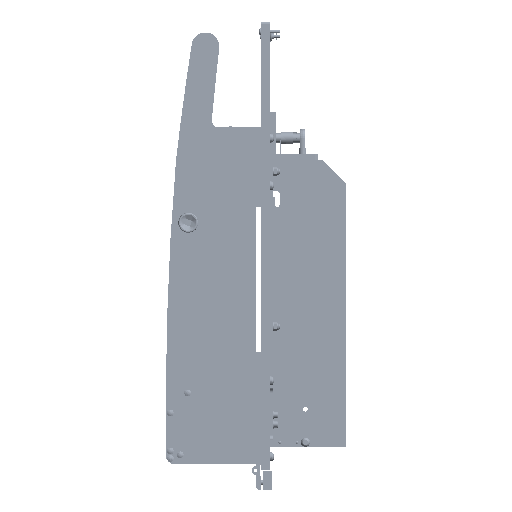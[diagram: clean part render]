
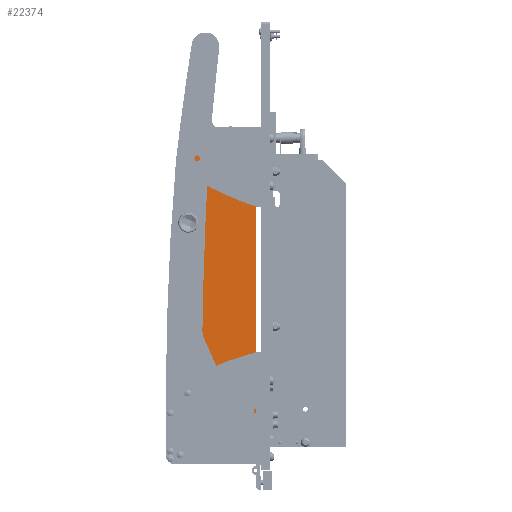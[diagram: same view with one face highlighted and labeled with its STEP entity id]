
A CAD part, left-side view. The second image highlights one B-rep face of the part: STEP entity #22374.
In plain terms, the highlighted face is planar.
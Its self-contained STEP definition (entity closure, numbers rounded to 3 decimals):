
#1025 = CARTESIAN_POINT ( 'NONE',  ( -130.5, 2., -5. ) ) ;
#1589 = CIRCLE ( 'NONE', #53218, 3. ) ;
#2261 = DIRECTION ( 'NONE',  ( -1., 0., 0. ) ) ;
#2510 = ORIENTED_EDGE ( 'NONE', *, *, #14519, .F. ) ;
#2999 = DIRECTION ( 'NONE',  ( -1., 0., 0. ) ) ;
#3256 = EDGE_CURVE ( 'NONE', #21647, #53883, #59382, .T. ) ;
#3867 = VECTOR ( 'NONE', #71613, 1000. ) ;
#4904 = CIRCLE ( 'NONE', #13250, 4. ) ;
#5385 = CARTESIAN_POINT ( 'NONE',  ( 167.5, 40., -5. ) ) ;
#6263 = ORIENTED_EDGE ( 'NONE', *, *, #19885, .T. ) ;
#6717 = DIRECTION ( 'NONE',  ( 0., 0., -1. ) ) ;
#7815 = VERTEX_POINT ( 'NONE', #70670 ) ;
#9100 = VECTOR ( 'NONE', #56572, 1000. ) ;
#9206 = VERTEX_POINT ( 'NONE', #15039 ) ;
#10308 = CARTESIAN_POINT ( 'NONE',  ( 141.5, 0., -5. ) ) ;
#11391 = PLANE ( 'NONE',  #67201 ) ;
#11548 = ORIENTED_EDGE ( 'NONE', *, *, #65340, .F. ) ;
#12743 = ORIENTED_EDGE ( 'NONE', *, *, #32237, .T. ) ;
#12778 = LINE ( 'NONE', #39164, #55723 ) ;
#13012 = VERTEX_POINT ( 'NONE', #5385 ) ;
#13250 = AXIS2_PLACEMENT_3D ( 'NONE', #68871, #61453, #61871 ) ;
#13445 = CARTESIAN_POINT ( 'NONE',  ( -167.5, 36., -5. ) ) ;
#13805 = VERTEX_POINT ( 'NONE', #47951 ) ;
#14519 = EDGE_CURVE ( 'NONE', #44117, #53883, #84099, .T. ) ;
#14686 = AXIS2_PLACEMENT_3D ( 'NONE', #47895, #6717, #40084 ) ;
#15039 = CARTESIAN_POINT ( 'NONE',  ( -167.5, 40., -5. ) ) ;
#15366 = VECTOR ( 'NONE', #29204, 1000. ) ;
#17577 = FACE_BOUND ( 'NONE', #84815, .T. ) ;
#17993 = FACE_OUTER_BOUND ( 'NONE', #45832, .T. ) ;
#18176 = CARTESIAN_POINT ( 'NONE',  ( 144.5, 0., -5. ) ) ;
#18425 = FACE_BOUND ( 'NONE', #48177, .T. ) ;
#19327 = EDGE_CURVE ( 'NONE', #23353, #83167, #51518, .T. ) ;
#19885 = EDGE_CURVE ( 'NONE', #13012, #7815, #75431, .T. ) ;
#21647 = VERTEX_POINT ( 'NONE', #84841 ) ;
#21951 = VERTEX_POINT ( 'NONE', #10308 ) ;
#22374 = ADVANCED_FACE ( 'NONE', ( #17577, #18425, #17993 ), #11391, .T. ) ;
#22742 = CIRCLE ( 'NONE', #65984, 4. ) ;
#23353 = VERTEX_POINT ( 'NONE', #39721 ) ;
#23712 = ORIENTED_EDGE ( 'NONE', *, *, #53406, .F. ) ;
#25841 = CARTESIAN_POINT ( 'NONE',  ( 171.5, -40., -5. ) ) ;
#27344 = DIRECTION ( 'NONE',  ( 1., 0., 0. ) ) ;
#27453 = CARTESIAN_POINT ( 'NONE',  ( -171.5, 40., -5. ) ) ;
#27753 = DIRECTION ( 'NONE',  ( 1., 0., 0. ) ) ;
#29204 = DIRECTION ( 'NONE',  ( -1., 0., 0. ) ) ;
#30368 = CARTESIAN_POINT ( 'NONE',  ( -171.5, -40., -5. ) ) ;
#30769 = DIRECTION ( 'NONE',  ( -1., 0., 0. ) ) ;
#31533 = AXIS2_PLACEMENT_3D ( 'NONE', #46927, #53910, #81896 ) ;
#31829 = DIRECTION ( 'NONE',  ( 0., 0., -1. ) ) ;
#32237 = EDGE_CURVE ( 'NONE', #13805, #44701, #4904, .T. ) ;
#34671 = CARTESIAN_POINT ( 'NONE',  ( 167.5, -40., -5. ) ) ;
#35270 = EDGE_CURVE ( 'NONE', #21647, #83167, #12778, .T. ) ;
#35585 = CARTESIAN_POINT ( 'NONE',  ( 167.5, -36., -5. ) ) ;
#35773 = ORIENTED_EDGE ( 'NONE', *, *, #3256, .T. ) ;
#37539 = DIRECTION ( 'NONE',  ( -1., 0., 0. ) ) ;
#37567 = CARTESIAN_POINT ( 'NONE',  ( -126.5, 2., -5. ) ) ;
#39164 = CARTESIAN_POINT ( 'NONE',  ( -171.5, -40., -5. ) ) ;
#39721 = CARTESIAN_POINT ( 'NONE',  ( 171.5, -36., -5. ) ) ;
#40084 = DIRECTION ( 'NONE',  ( -1., 0., 0. ) ) ;
#43458 = DIRECTION ( 'NONE',  ( 0., 0., -1. ) ) ;
#43680 = ORIENTED_EDGE ( 'NONE', *, *, #35270, .F. ) ;
#44117 = VERTEX_POINT ( 'NONE', #72799 ) ;
#44546 = EDGE_CURVE ( 'NONE', #44117, #9206, #57251, .T. ) ;
#44701 = VERTEX_POINT ( 'NONE', #37567 ) ;
#45561 = EDGE_CURVE ( 'NONE', #44701, #13805, #22742, .T. ) ;
#45832 = EDGE_LOOP ( 'NONE', ( #11548, #67598, #43680, #35773, #2510, #62741, #23712, #6263 ) ) ;
#46927 = CARTESIAN_POINT ( 'NONE',  ( -167.5, -36., -5. ) ) ;
#47853 = EDGE_CURVE ( 'NONE', #65342, #21951, #55273, .T. ) ;
#47895 = CARTESIAN_POINT ( 'NONE',  ( 144.5, 0., -5. ) ) ;
#47951 = CARTESIAN_POINT ( 'NONE',  ( -134.5, 2., -5. ) ) ;
#48177 = EDGE_LOOP ( 'NONE', ( #82041, #12743 ) ) ;
#51518 = CIRCLE ( 'NONE', #78093, 4. ) ;
#52446 = CARTESIAN_POINT ( 'NONE',  ( -171.5, -36., -5. ) ) ;
#53050 = AXIS2_PLACEMENT_3D ( 'NONE', #13445, #70947, #30769 ) ;
#53218 = AXIS2_PLACEMENT_3D ( 'NONE', #18176, #31829, #37539 ) ;
#53406 = EDGE_CURVE ( 'NONE', #13012, #9206, #81618, .T. ) ;
#53883 = VERTEX_POINT ( 'NONE', #52446 ) ;
#53910 = DIRECTION ( 'NONE',  ( 0., 0., -1. ) ) ;
#54153 = ORIENTED_EDGE ( 'NONE', *, *, #47853, .F. ) ;
#55273 = CIRCLE ( 'NONE', #14686, 3. ) ;
#55723 = VECTOR ( 'NONE', #27753, 1000. ) ;
#56572 = DIRECTION ( 'NONE',  ( 0., -1., 0. ) ) ;
#57251 = CIRCLE ( 'NONE', #53050, 4. ) ;
#57561 = EDGE_CURVE ( 'NONE', #21951, #65342, #1589, .T. ) ;
#58642 = AXIS2_PLACEMENT_3D ( 'NONE', #62948, #69939, #2999 ) ;
#59059 = LINE ( 'NONE', #25841, #3867 ) ;
#59382 = CIRCLE ( 'NONE', #31533, 4. ) ;
#61453 = DIRECTION ( 'NONE',  ( 0., 0., 1. ) ) ;
#61871 = DIRECTION ( 'NONE',  ( 1., 0., 0. ) ) ;
#62741 = ORIENTED_EDGE ( 'NONE', *, *, #44546, .T. ) ;
#62948 = CARTESIAN_POINT ( 'NONE',  ( 167.5, 36., -5. ) ) ;
#64387 = CARTESIAN_POINT ( 'NONE',  ( -171.5, 40., -5. ) ) ;
#65340 = EDGE_CURVE ( 'NONE', #23353, #7815, #59059, .T. ) ;
#65342 = VERTEX_POINT ( 'NONE', #84319 ) ;
#65984 = AXIS2_PLACEMENT_3D ( 'NONE', #1025, #74543, #27344 ) ;
#67201 = AXIS2_PLACEMENT_3D ( 'NONE', #64387, #43458, #77968 ) ;
#67598 = ORIENTED_EDGE ( 'NONE', *, *, #19327, .T. ) ;
#68759 = DIRECTION ( 'NONE',  ( 0., 0., -1. ) ) ;
#68871 = CARTESIAN_POINT ( 'NONE',  ( -130.5, 2., -5. ) ) ;
#69939 = DIRECTION ( 'NONE',  ( 0., 0., -1. ) ) ;
#70670 = CARTESIAN_POINT ( 'NONE',  ( 171.5, 36., -5. ) ) ;
#70947 = DIRECTION ( 'NONE',  ( 0., 0., -1. ) ) ;
#71613 = DIRECTION ( 'NONE',  ( 0., 1., 0. ) ) ;
#72799 = CARTESIAN_POINT ( 'NONE',  ( -171.5, 36., -5. ) ) ;
#74543 = DIRECTION ( 'NONE',  ( 0., 0., 1. ) ) ;
#74900 = ORIENTED_EDGE ( 'NONE', *, *, #57561, .F. ) ;
#75431 = CIRCLE ( 'NONE', #58642, 4. ) ;
#77968 = DIRECTION ( 'NONE',  ( -1., 0., 0. ) ) ;
#78093 = AXIS2_PLACEMENT_3D ( 'NONE', #35585, #68759, #2261 ) ;
#81618 = LINE ( 'NONE', #27453, #15366 ) ;
#81896 = DIRECTION ( 'NONE',  ( -1., 0., 0. ) ) ;
#82041 = ORIENTED_EDGE ( 'NONE', *, *, #45561, .T. ) ;
#83167 = VERTEX_POINT ( 'NONE', #34671 ) ;
#84099 = LINE ( 'NONE', #30368, #9100 ) ;
#84319 = CARTESIAN_POINT ( 'NONE',  ( 147.5, 0., -5. ) ) ;
#84815 = EDGE_LOOP ( 'NONE', ( #74900, #54153 ) ) ;
#84841 = CARTESIAN_POINT ( 'NONE',  ( -167.5, -40., -5. ) ) ;
